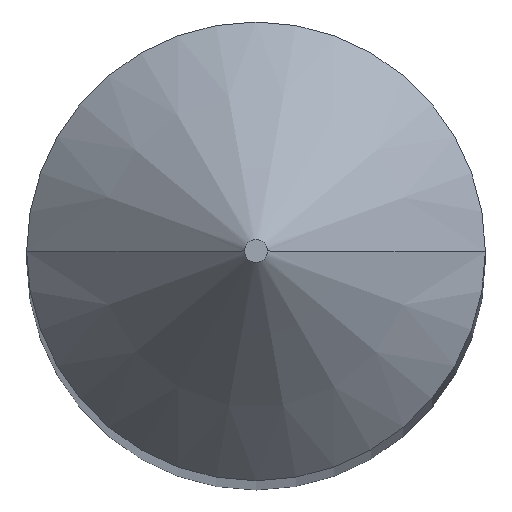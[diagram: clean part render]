
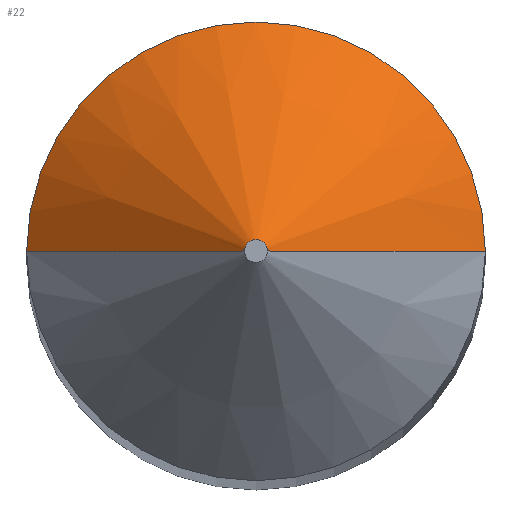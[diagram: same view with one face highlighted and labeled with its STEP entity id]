
A CAD part, top view. The second image highlights one B-rep face of the part: STEP entity #22.
In plain terms, the highlighted conical face has half-angle 45 degrees and reference radius 0.1 mm.
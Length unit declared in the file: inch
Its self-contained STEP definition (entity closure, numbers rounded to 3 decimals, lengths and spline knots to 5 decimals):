
#1 = CARTESIAN_POINT ( 'NONE',  ( -0.00394, 0., 1.9685 ) ) ;
#22 = ADVANCED_FACE ( 'NONE', ( #52 ), #223, .T. ) ;
#23 = EDGE_LOOP ( 'NONE', ( #232, #172, #94, #188 ) ) ;
#32 = EDGE_CURVE ( 'NONE', #209, #126, #178, .T. ) ;
#37 = AXIS2_PLACEMENT_3D ( 'NONE', #208, #109, #75 ) ;
#43 = DIRECTION ( 'NONE',  ( -1., 0., 0. ) ) ;
#48 = CARTESIAN_POINT ( 'NONE',  ( 0.00394, 0., 1.9685 ) ) ;
#52 = FACE_OUTER_BOUND ( 'NONE', #23, .T. ) ;
#55 = VECTOR ( 'NONE', #248, 39.37008 ) ;
#61 = CARTESIAN_POINT ( 'NONE',  ( 0., 0., 1.9685 ) ) ;
#75 = DIRECTION ( 'NONE',  ( 1., 0., 0. ) ) ;
#77 = VECTOR ( 'NONE', #214, 39.37008 ) ;
#94 = ORIENTED_EDGE ( 'NONE', *, *, #247, .T. ) ;
#97 = CIRCLE ( 'NONE', #174, 0.07874 ) ;
#102 = DIRECTION ( 'NONE',  ( 0., 0., -1. ) ) ;
#109 = DIRECTION ( 'NONE',  ( 0., 0., -1. ) ) ;
#112 = EDGE_CURVE ( 'NONE', #209, #115, #189, .T. ) ;
#115 = VERTEX_POINT ( 'NONE', #219 ) ;
#116 = CARTESIAN_POINT ( 'NONE',  ( -0.00394, 0., 1.9685 ) ) ;
#121 = CARTESIAN_POINT ( 'NONE',  ( 0., 0., 1.8937 ) ) ;
#126 = VERTEX_POINT ( 'NONE', #199 ) ;
#141 = CARTESIAN_POINT ( 'NONE',  ( 0.07874, 0., 1.8937 ) ) ;
#172 = ORIENTED_EDGE ( 'NONE', *, *, #112, .T. ) ;
#174 = AXIS2_PLACEMENT_3D ( 'NONE', #121, #102, #184 ) ;
#178 = LINE ( 'NONE', #116, #77 ) ;
#184 = DIRECTION ( 'NONE',  ( -1., 0., 0. ) ) ;
#188 = ORIENTED_EDGE ( 'NONE', *, *, #197, .F. ) ;
#189 = CIRCLE ( 'NONE', #233, 0.00394 ) ;
#194 = VERTEX_POINT ( 'NONE', #141 ) ;
#195 = DIRECTION ( 'NONE',  ( 0., 0., -1. ) ) ;
#197 = EDGE_CURVE ( 'NONE', #126, #194, #97, .T. ) ;
#199 = CARTESIAN_POINT ( 'NONE',  ( -0.07874, 0., 1.8937 ) ) ;
#208 = CARTESIAN_POINT ( 'NONE',  ( 0., 0., 1.9685 ) ) ;
#209 = VERTEX_POINT ( 'NONE', #1 ) ;
#214 = DIRECTION ( 'NONE',  ( -0.707, 0., -0.707 ) ) ;
#219 = CARTESIAN_POINT ( 'NONE',  ( 0.00394, 0., 1.9685 ) ) ;
#220 = LINE ( 'NONE', #48, #55 ) ;
#223 = CONICAL_SURFACE ( 'NONE', #37, 0.00394, 0.785 ) ;
#232 = ORIENTED_EDGE ( 'NONE', *, *, #32, .F. ) ;
#233 = AXIS2_PLACEMENT_3D ( 'NONE', #61, #195, #43 ) ;
#247 = EDGE_CURVE ( 'NONE', #115, #194, #220, .T. ) ;
#248 = DIRECTION ( 'NONE',  ( 0.707, 0., -0.707 ) ) ;
